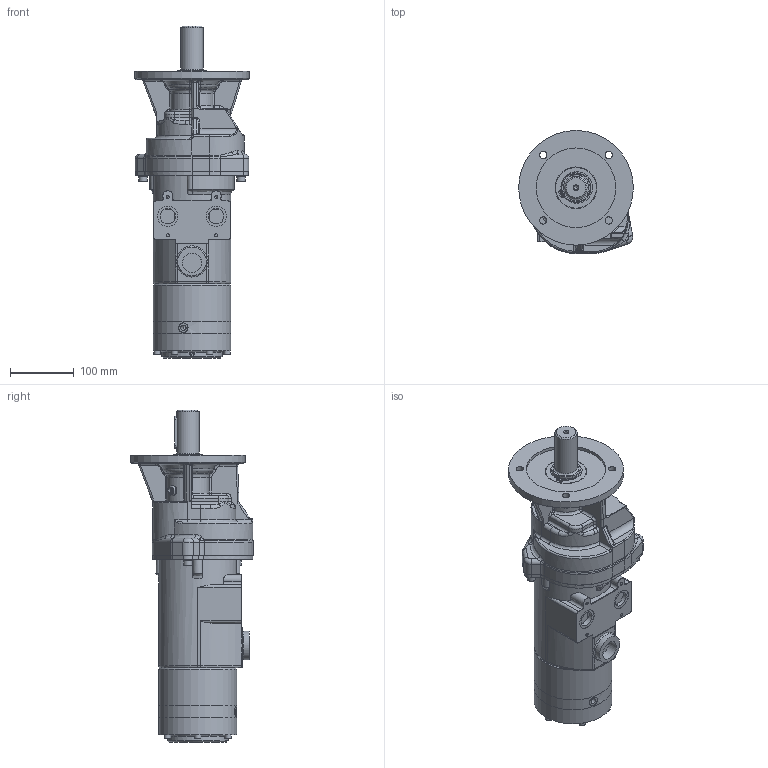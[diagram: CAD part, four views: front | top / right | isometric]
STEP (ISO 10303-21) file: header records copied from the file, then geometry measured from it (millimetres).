
FILE_DESCRIPTION((''),'2;1');
FILE_NAME('MUB 300-500_29701835.stp','2012-04-23T14:18:12',('ibasyouni'),(''),'Autodesk Inventor 2008','Autodesk Inventor 2008','');
FILE_SCHEMA(('AUTOMOTIVE_DESIGN { 1 0 10303 214 1 1 1 1 }'));
Length unit declared in the file: millimetre
Products named in the file (1): MUB 300-500_29701835
Bounding box: 180 x 193 x 521 mm (x, y, z)
Volume: 5888402.8 mm3; surface area: 313589.6 mm2
Topology: 1 solids, 3 shells, 677 faces, 1670 edges, 1012 vertices
Faces by surface type: cylinder 230, plane 213, bspline 157, torus 49, cone 23, sphere 5
Full cylindrical faces by diameter (mm): 2.5 x3, 2.8 x2, 3 x2, 4 x1, 4.2 x1, 4.917 x4, 6.647 x2, 8 x3, 8.566 x1, 9.5 x3, 10 x7, 11.5 x4, 13 x3, 15 x1, 16 x1, 24.117 x2, 30.291 x1, 32 x2, 35 x1, 42.5 x1, 45 x3, 47 x1, 65 x1, 65.5 x1, 95 x1, 114 x2, 122 x3, 125 x1, 180 x1
Entity records: 39746 total; most frequent: CARTESIAN_POINT 24367, DIRECTION 3019, ORIENTED_EDGE 3002, EDGE_CURVE 1501, AXIS2_PLACEMENT_3D 1253, VERTEX_POINT 958, EDGE_LOOP 833, FACE_OUTER_BOUND 677
